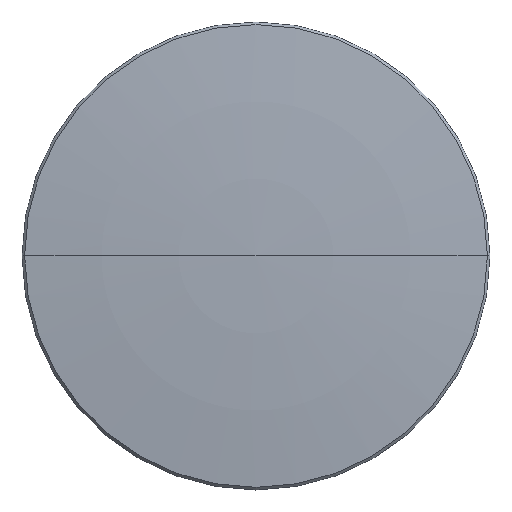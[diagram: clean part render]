
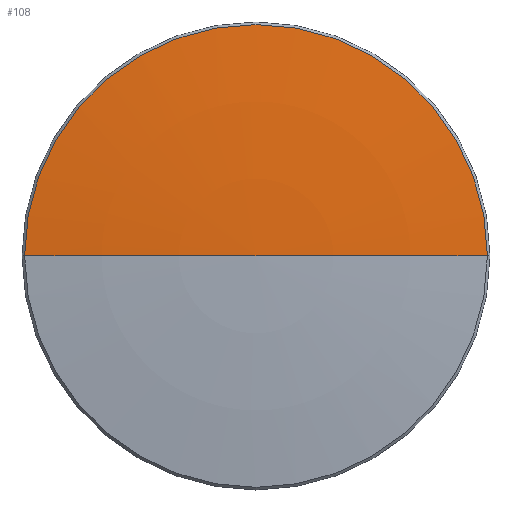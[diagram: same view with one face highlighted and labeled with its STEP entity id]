
A CAD part, top view. The second image highlights one B-rep face of the part: STEP entity #108.
In plain terms, the highlighted toroidal (fillet/blend) face has major radius 0.03 mm and minor radius 115.02 mm.
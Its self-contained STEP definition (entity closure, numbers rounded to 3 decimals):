
#16 = EDGE_CURVE ( 'NONE', #91, #109, #132, .T. ) ;
#89 = EDGE_CURVE ( 'NONE', #91, #94, #201, .T. ) ;
#91 = VERTEX_POINT ( 'NONE', #214 ) ;
#94 = VERTEX_POINT ( 'NONE', #208 ) ;
#105 = EDGE_LOOP ( 'NONE', ( #113, #107, #115 ) ) ;
#107 = ORIENTED_EDGE ( 'NONE', *, *, #112, .T. ) ;
#108 = ADVANCED_FACE ( 'NONE', ( #152 ), #225, .T. ) ;
#109 = VERTEX_POINT ( 'NONE', #189 ) ;
#112 = EDGE_CURVE ( 'NONE', #94, #109, #150, .T. ) ;
#113 = ORIENTED_EDGE ( 'NONE', *, *, #89, .T. ) ;
#115 = ORIENTED_EDGE ( 'NONE', *, *, #16, .F. ) ;
#119 = DIRECTION ( 'NONE',  ( 0., 0., -1. ) ) ;
#120 = DIRECTION ( 'NONE',  ( 0., -1., 0. ) ) ;
#125 = AXIS2_PLACEMENT_3D ( 'NONE', #143, #120, #119 ) ;
#132 = CIRCLE ( 'NONE', #125, 115.02 ) ;
#143 = CARTESIAN_POINT ( 'NONE',  ( 0.03, 0., -113.67 ) ) ;
#150 = CIRCLE ( 'NONE', #175, 115.02 ) ;
#152 = FACE_OUTER_BOUND ( 'NONE', #105, .T. ) ;
#160 = DIRECTION ( 'NONE',  ( 1., 0., 0. ) ) ;
#161 = DIRECTION ( 'NONE',  ( 0., 0., 1. ) ) ;
#162 = CARTESIAN_POINT ( 'NONE',  ( 0., 0., -113.67 ) ) ;
#163 = AXIS2_PLACEMENT_3D ( 'NONE', #162, #161, #160 ) ;
#172 = DIRECTION ( 'NONE',  ( -1., 0., 0. ) ) ;
#173 = DIRECTION ( 'NONE',  ( 0., 1., 0. ) ) ;
#174 = CARTESIAN_POINT ( 'NONE',  ( -0.03, 0., -113.67 ) ) ;
#175 = AXIS2_PLACEMENT_3D ( 'NONE', #174, #173, #172 ) ;
#189 = CARTESIAN_POINT ( 'NONE',  ( 0., 0., 1.35 ) ) ;
#195 = DIRECTION ( 'NONE',  ( 0., 0., 1. ) ) ;
#201 = CIRCLE ( 'NONE', #220, 12.559 ) ;
#208 = CARTESIAN_POINT ( 'NONE',  ( -12.559, 0., 0.666 ) ) ;
#213 = DIRECTION ( 'NONE',  ( 1., 0., 0. ) ) ;
#214 = CARTESIAN_POINT ( 'NONE',  ( 12.559, 0., 0.666 ) ) ;
#220 = AXIS2_PLACEMENT_3D ( 'NONE', #228, #195, #213 ) ;
#225 = TOROIDAL_SURFACE ( 'NONE', #163, 0.03, 115.02 ) ;
#228 = CARTESIAN_POINT ( 'NONE',  ( 0., 0., 0.666 ) ) ;
